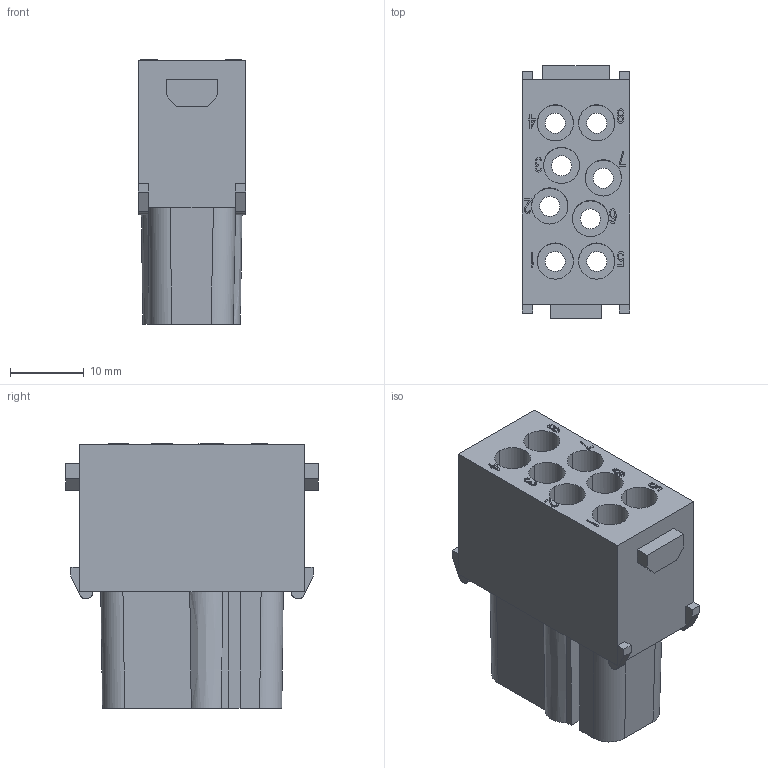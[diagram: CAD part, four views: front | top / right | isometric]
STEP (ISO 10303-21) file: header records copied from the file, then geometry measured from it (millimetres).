
FILE_DESCRIPTION((''),'2;1');
FILE_NAME('A','2017-06-07T',('tl.yang'),(''),'PRO/ENGINEER BY PARAMETRIC TECHNOLOGY CORPORATION, 2011500','PRO/ENGINEER BY PARAMETRIC TECHNOLOGY CORPORATION, 2011500','');
FILE_SCHEMA(('CONFIG_CONTROL_DESIGN'));
Length unit declared in the file: millimetre
Products named in the file (1): A
Bounding box: 14.6 x 34.2 x 35.8 mm (x, y, z)
Volume: 8123.3 mm3; surface area: 8192 mm2
Topology: 1 solids, 1 shells, 715 faces, 2062 edges, 1392 vertices
Faces by surface type: plane 657, cylinder 56, bspline 2
Entity records: 23424 total; most frequent: CARTESIAN_POINT 4411, ORIENTED_EDGE 4124, DIRECTION 3594, EDGE_CURVE 2062, VECTOR 1916, LINE 1916, VERTEX_POINT 1392, AXIS2_PLACEMENT_3D 839
